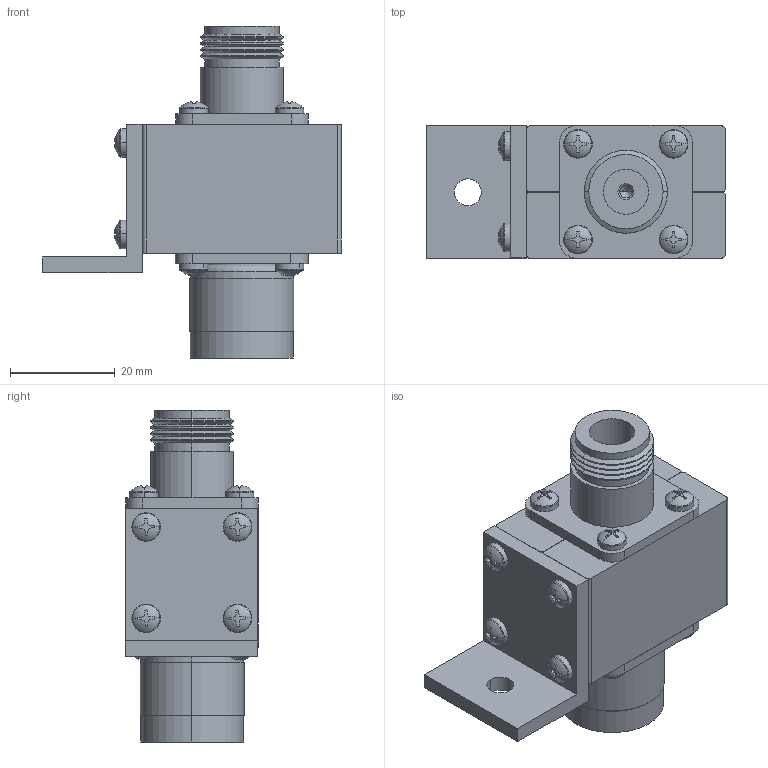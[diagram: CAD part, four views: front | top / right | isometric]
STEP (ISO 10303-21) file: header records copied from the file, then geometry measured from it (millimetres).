
FILE_DESCRIPTION (( 'STEP AP214' ), '1' );
FILE_NAME ('IS-B50LN-C2-MA.STEP', '2019-07-30T21:14:48', ( '' ), ( '' ), 'SwSTEP 2.0', 'SolidWorks 2019', '' );
FILE_SCHEMA (( 'AUTOMOTIVE_DESIGN' ));
Length unit declared in the file: inch
Products named in the file (14): 5100-0002; 2011-6100-02; 2012-6100; 9040-0592; IS-B50LN-C2-MA; 5330-001; 7020-0005; Solder_2600-166; 2011-6100; 9040-0594; 5210-0018; 1081-0251-05; Solder_6040-0016; MFGTDI-043^9040-0592
Assembly tree (21 placements, depth 4):
  IS-B50LN-C2-MA
    5210-0018
    5100-0002
    7020-0005
    2012-6100
    1081-0251-05  x12
    9040-0592
      2011-6100-02
        2011-6100
    9040-0594
      5330-001
  Solder_2600-166
  Solder_6040-0016
  MFGTDI-043^9040-0592
Bounding box: 57.15 x 25.5 x 63.5 mm (x, y, z)
Volume: 30988.7 mm3; surface area: 21248.9 mm2
Topology: 18 solids, 18 shells, 2624 faces, 6436 edges, 3940 vertices
Faces by surface type: plane 1164, cone 646, cylinder 590, bspline 168, torus 54, sphere 2
Entity records: 67078 total; most frequent: CARTESIAN_POINT 17336, ORIENTED_EDGE 7768, DIRECTION 6667, EDGE_CURVE 3884, VECTOR 3003, LINE 3003, VERTEX_POINT 2543, AXIS2_PLACEMENT_3D 1832
